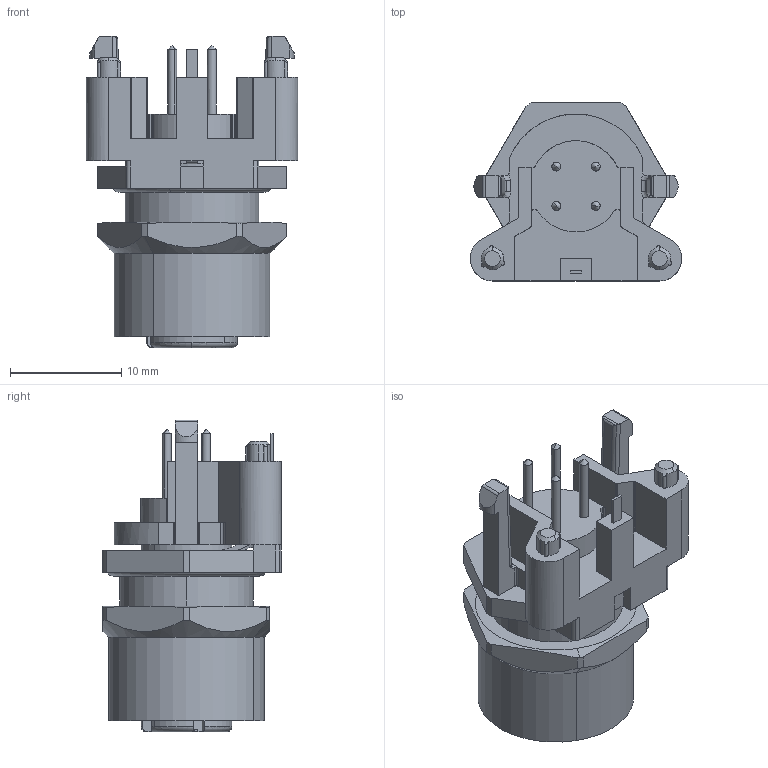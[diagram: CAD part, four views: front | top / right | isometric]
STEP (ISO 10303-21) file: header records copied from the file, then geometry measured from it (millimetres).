
FILE_DESCRIPTION(('CATIA V5R24 STEP','CAx-IF Rec.Pracs.--- Model Styling and Organization---1.2---2011-12-15'),'2;1');
FILE_NAME ('D1461945_0_2424170000_2424170000.stp','2017-08-29T12:19:30+00:00',('none'),('Weidmueller'),'CATIA Version 5-6 Release 2014 SP4 HF52','CATIA V5 STEP AP214','none');
FILE_SCHEMA(('AUTOMOTIVE_DESIGN { 1 0 10303 214 1 1 1 1 }'));
Length unit declared in the file: millimetre
Products named in the file (1): 2424170000
Bounding box: 19 x 16 x 28 mm (x, y, z)
Volume: 3039.5 mm3; surface area: 3774.1 mm2
Topology: 5 solids, 5 shells, 385 faces, 1115 edges, 758 vertices
Faces by surface type: plane 156, cylinder 143, bspline 43, cone 22, torus 21
Entity records: 13458 total; most frequent: CARTESIAN_POINT 4106, ORIENTED_EDGE 2230, DIRECTION 1411, EDGE_CURVE 1115, VERTEX_POINT 758, AXIS2_PLACEMENT_3D 573, VECTOR 517, LINE 517
